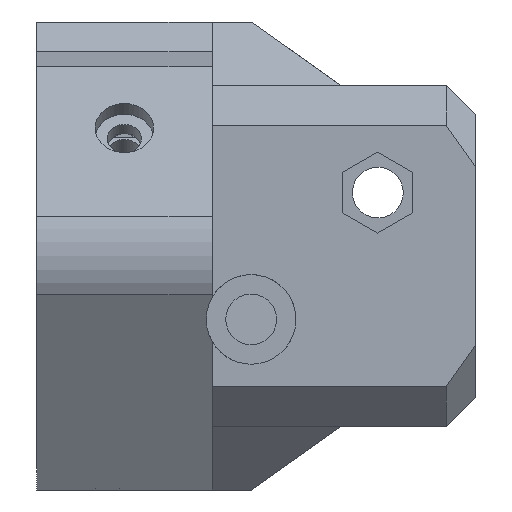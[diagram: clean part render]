
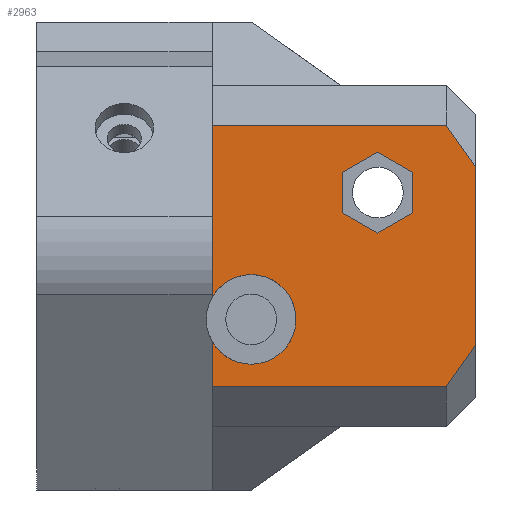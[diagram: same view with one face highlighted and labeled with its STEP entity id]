
A CAD part, left-side view. The second image highlights one B-rep face of the part: STEP entity #2963.
In plain terms, the highlighted planar face has unit normal (-1, 0, 0).
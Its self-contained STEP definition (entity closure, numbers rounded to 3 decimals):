
#94=LINE('',#4361,#433);
#95=LINE('',#4363,#434);
#96=LINE('',#4365,#435);
#97=LINE('',#4367,#436);
#98=LINE('',#4369,#437);
#99=LINE('',#4371,#438);
#100=LINE('',#4372,#439);
#101=LINE('',#4375,#440);
#102=LINE('',#4377,#441);
#103=LINE('',#4379,#442);
#104=LINE('',#4381,#443);
#105=LINE('',#4383,#444);
#106=LINE('',#4384,#445);
#433=VECTOR('',#3502,10.);
#434=VECTOR('',#3503,10.);
#435=VECTOR('',#3504,10.);
#436=VECTOR('',#3505,10.);
#437=VECTOR('',#3506,10.);
#438=VECTOR('',#3507,10.);
#439=VECTOR('',#3508,10.);
#440=VECTOR('',#3509,10.);
#441=VECTOR('',#3510,10.);
#442=VECTOR('',#3511,10.);
#443=VECTOR('',#3512,10.);
#444=VECTOR('',#3513,10.);
#445=VECTOR('',#3514,10.);
#745=FACE_BOUND('',#976,.T.);
#804=FACE_OUTER_BOUND('',#975,.T.);
#975=EDGE_LOOP('',(#2044,#2045,#2046,#2047,#2048,#2049,#2050,#2051,#2052));
#976=EDGE_LOOP('',(#2053,#2054,#2055,#2056,#2057,#2058));
#1186=CIRCLE('',#3164,4.6);
#1187=CIRCLE('',#3165,4.6);
#1302=VERTEX_POINT('',#4355);
#1303=VERTEX_POINT('',#4356);
#1304=VERTEX_POINT('',#4358);
#1305=VERTEX_POINT('',#4360);
#1306=VERTEX_POINT('',#4362);
#1307=VERTEX_POINT('',#4364);
#1308=VERTEX_POINT('',#4366);
#1309=VERTEX_POINT('',#4368);
#1310=VERTEX_POINT('',#4370);
#1311=VERTEX_POINT('',#4373);
#1312=VERTEX_POINT('',#4374);
#1313=VERTEX_POINT('',#4376);
#1314=VERTEX_POINT('',#4378);
#1315=VERTEX_POINT('',#4380);
#1316=VERTEX_POINT('',#4382);
#1594=EDGE_CURVE('',#1302,#1303,#1186,.T.);
#1595=EDGE_CURVE('',#1303,#1304,#1187,.T.);
#1596=EDGE_CURVE('',#1304,#1305,#94,.T.);
#1597=EDGE_CURVE('',#1305,#1306,#95,.T.);
#1598=EDGE_CURVE('',#1307,#1306,#96,.F.);
#1599=EDGE_CURVE('',#1308,#1307,#97,.T.);
#1600=EDGE_CURVE('',#1309,#1308,#98,.T.);
#1601=EDGE_CURVE('',#1310,#1309,#99,.T.);
#1602=EDGE_CURVE('',#1310,#1302,#100,.T.);
#1603=EDGE_CURVE('',#1311,#1312,#101,.T.);
#1604=EDGE_CURVE('',#1312,#1313,#102,.T.);
#1605=EDGE_CURVE('',#1313,#1314,#103,.T.);
#1606=EDGE_CURVE('',#1314,#1315,#104,.T.);
#1607=EDGE_CURVE('',#1315,#1316,#105,.T.);
#1608=EDGE_CURVE('',#1316,#1311,#106,.T.);
#2044=ORIENTED_EDGE('',*,*,#1594,.T.);
#2045=ORIENTED_EDGE('',*,*,#1595,.T.);
#2046=ORIENTED_EDGE('',*,*,#1596,.T.);
#2047=ORIENTED_EDGE('',*,*,#1597,.T.);
#2048=ORIENTED_EDGE('',*,*,#1598,.F.);
#2049=ORIENTED_EDGE('',*,*,#1599,.F.);
#2050=ORIENTED_EDGE('',*,*,#1600,.F.);
#2051=ORIENTED_EDGE('',*,*,#1601,.F.);
#2052=ORIENTED_EDGE('',*,*,#1602,.T.);
#2053=ORIENTED_EDGE('',*,*,#1603,.T.);
#2054=ORIENTED_EDGE('',*,*,#1604,.T.);
#2055=ORIENTED_EDGE('',*,*,#1605,.T.);
#2056=ORIENTED_EDGE('',*,*,#1606,.T.);
#2057=ORIENTED_EDGE('',*,*,#1607,.T.);
#2058=ORIENTED_EDGE('',*,*,#1608,.T.);
#2837=PLANE('',#3163);
#2963=ADVANCED_FACE('',(#804,#745),#2837,.T.);
#3163=AXIS2_PLACEMENT_3D('',#4354,#3496,#3497);
#3164=AXIS2_PLACEMENT_3D('',#4357,#3498,#3499);
#3165=AXIS2_PLACEMENT_3D('',#4359,#3500,#3501);
#3496=DIRECTION('center_axis',(-1.,0.,0.));
#3497=DIRECTION('ref_axis',(0.,0.,
-1.));
#3498=DIRECTION('center_axis',(1.,0.,0.));
#3499=DIRECTION('ref_axis',(0.,0.,
1.));
#3500=DIRECTION('center_axis',(1.,0.,0.));
#3501=DIRECTION('ref_axis',(0.,0.,
1.));
#3502=DIRECTION('',(0.,0.,-1.));
#3503=DIRECTION('',(0.,-1.,0.));
#3504=DIRECTION('',(0.,-0.577,0.816));
#3505=DIRECTION('',(0.,0.,-1.));
#3506=DIRECTION('',(0.,-0.577,-0.816));
#3507=DIRECTION('',(0.,-1.,0.));
#3508=DIRECTION('',(0.,0.,-1.));
#3509=DIRECTION('',(0.,-0.866,-0.5));
#3510=DIRECTION('',(0.,0.,-1.));
#3511=DIRECTION('',(0.,0.866,-0.5));
#3512=DIRECTION('',(0.,0.866,0.5));
#3513=DIRECTION('',(0.,0.,1.));
#3514=DIRECTION('',(0.,-0.866,0.5));
#4354=CARTESIAN_POINT('Origin',(-16.6,200.,17.5));
#4355=CARTESIAN_POINT('',(-16.6,200.,-4.228));
#4356=CARTESIAN_POINT('',(-16.6,196.,-11.1));
#4357=CARTESIAN_POINT('Origin',(-16.6,196.,-6.5));
#4358=CARTESIAN_POINT('',(-16.6,200.,-8.772));
#4359=CARTESIAN_POINT('Origin',(-16.6,196.,-6.5));
#4360=CARTESIAN_POINT('',(-16.6,200.,-13.4));
#4361=CARTESIAN_POINT('',(-16.6,200.,8.75));
#4362=CARTESIAN_POINT('',(-16.6,176.,-13.4));
#4363=CARTESIAN_POINT('',(-16.6,202.7,-13.4));
#4364=CARTESIAN_POINT('',(-16.6,173.,-9.157));
#4365=CARTESIAN_POINT('',(-16.6,170.543,-5.683));
#4366=CARTESIAN_POINT('',(-16.6,173.,9.157));
#4367=CARTESIAN_POINT('',(-16.6,173.,8.75));
#4368=CARTESIAN_POINT('',(-16.6,176.,13.4));
#4369=CARTESIAN_POINT('',(-16.6,178.934,17.55));
#4370=CARTESIAN_POINT('',(-16.6,200.,13.4));
#4371=CARTESIAN_POINT('',(-16.6,202.7,13.4));
#4372=CARTESIAN_POINT('',(-16.6,200.,8.75));
#4373=CARTESIAN_POINT('',(-16.6,183.,10.657));
#4374=CARTESIAN_POINT('',(-16.6,179.4,8.578));
#4375=CARTESIAN_POINT('',(-16.6,190.857,15.193));
#4376=CARTESIAN_POINT('',(-16.6,179.4,4.422));
#4377=CARTESIAN_POINT('',(-16.6,179.4,13.039));
#4378=CARTESIAN_POINT('',(-16.6,183.,2.343));
#4379=CARTESIAN_POINT('',(-16.6,184.293,1.596));
#4380=CARTESIAN_POINT('',(-16.6,186.6,4.422));
#4381=CARTESIAN_POINT('',(-16.6,192.657,7.918));
#4382=CARTESIAN_POINT('',(-16.6,186.6,8.578));
#4383=CARTESIAN_POINT('',(-16.6,186.6,10.961));
#4384=CARTESIAN_POINT('',(-16.6,189.693,6.792));
